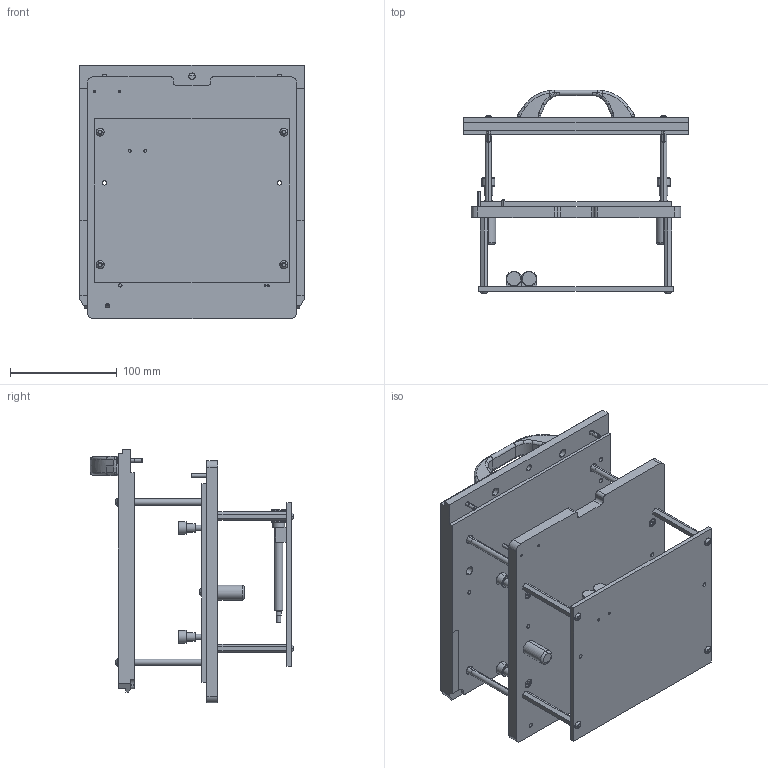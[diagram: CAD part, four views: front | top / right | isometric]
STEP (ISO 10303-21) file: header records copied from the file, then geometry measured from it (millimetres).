
FILE_DESCRIPTION (( 'STEP AP214' ), '1' );
FILE_NAME ('INGUN_45994-KIT.STEP', '2025-11-25T14:03:58', ( '' ), ( '' ), 'SwSTEP 2.0', 'SolidWorks 2023', '' );
FILE_SCHEMA (( 'AUTOMOTIVE_DESIGN' ));
Length unit declared in the file: millimetre
Products named in the file (32): DIN912~n_M03,0x012; 113165~0_S; 2196~6; 45988~4_S; DIN7991~n_M03,0x006; 32457~0_S; Gewindebuchse~n_M04-09,5 offen; 46869~2_S; DIN125~n_03,2 M03,0 VA; DIN7979~n_04,0m6x020M3; ISO7380~n_M04,0x012; Gewindebuchse~n_M05-03,9 offen; ISO7380~n_M03,0x006; 41369~1_S; 45992~2_S; 45991~3; DIN6325~n_03,0m6x016; 41367~6_S; INGUN_45994-KIT; 46007~5_S; DIN6325~n_03,0m6x024; 112826~2_S; SKB-II~skii_M4,0x65 St; 2229~6; 46007~5; 2393~0_S; 43627~0_Hub 22,5mm<Standard>; 45995~2_ICT Stellung (kontaktiert) <S>; 3699~0; ISO7380~n_M04,0x020; 45716~1_flexibel <S>
Assembly tree (68 placements, depth 4):
  INGUN_45994-KIT
    45995~2_ICT Stellung (kontaktiert) <S>
      46007~5_S
        46007~5
        Gewindebuchse~n_M04-09,5 offen  x4
      45988~4_S
        45988~4_S
        Gewindebuchse~n_M05-03,9 offen  x2
      45991~3
      43627~0_Hub 22,5mm<Standard>  x4
      2196~6  x2
      2229~6  x2
      46869~2_S  x4
      SKB-II~skii_M4,0x65 St  x4
      113165~0_S
        3699~0
      41367~6_S  x2
      ISO7380~n_M04,0x012  x10
      DIN6325~n_03,0m6x016
      DIN6325~n_03,0m6x024
      DIN7991~n_M03,0x006  x2
    45992~2_S
      45716~1_flexibel <S>
        32457~0_S
        DIN7979~n_04,0m6x020M3  x2
        ISO7380~n_M03,0x006  x2
        41369~1_S  x4
        ISO7380~n_M04,0x020  x4
        DIN912~n_M03,0x012  x2
        2393~0_S  x2
        DIN125~n_03,2 M03,0 VA  x2
      112826~2_S
Bounding box: 210 x 190.2 x 237 mm (x, y, z)
Volume: 1431016 mm3; surface area: 389686.6 mm2
Topology: 62 solids, 62 shells, 2293 faces, 5345 edges, 3438 vertices
Faces by surface type: plane 1076, cylinder 825, cone 248, torus 80, bspline 52, sphere 12
Entity records: 38970 total; most frequent: CARTESIAN_POINT 12706, DIRECTION 5285, ORIENTED_EDGE 4702, EDGE_CURVE 2351, AXIS2_PLACEMENT_3D 2073, VERTEX_POINT 1523, EDGE_LOOP 1244, VECTOR 1139
